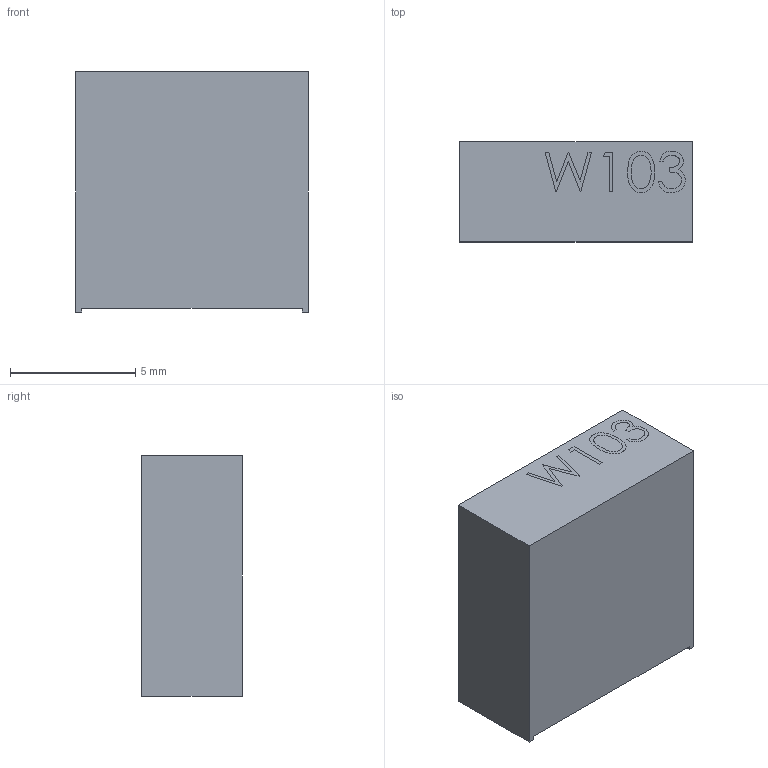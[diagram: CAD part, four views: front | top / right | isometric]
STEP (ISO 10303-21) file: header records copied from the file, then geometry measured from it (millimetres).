
FILE_DESCRIPTION(('FreeCAD Model'),'2;1');
FILE_NAME('Open CASCADE Shape Model','2022-08-27T23:06:33',(''),(''), 'Open CASCADE STEP processor 7.6','FreeCAD','Unknown');
FILE_SCHEMA(('AUTOMOTIVE_DESIGN { 1 0 10303 214 1 1 1 1 }'));
Length unit declared in the file: millimetre
Products named in the file (1): trimPotBody
Bounding box: 9.3 x 4 x 9.6 mm (x, y, z)
Volume: 351 mm3; surface area: 333.6 mm2
Topology: 1 solids, 1 shells, 36 faces, 158 edges, 138 vertices
Faces by surface type: plane 36
Entity records: 11123 total; most frequent: CARTESIAN_POINT 8101, DIRECTION 365, ORIENTED_EDGE 316, PCURVE 316, DEFINITIONAL_REPRESENTATION 316, LINE 291, VECTOR 291, B_SPLINE_CURVE_WITH_KNOTS 183
